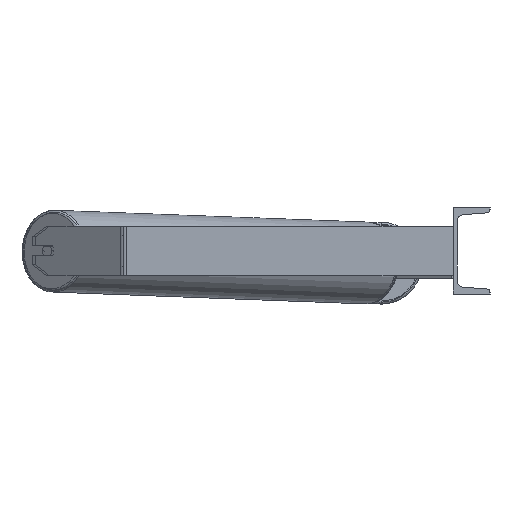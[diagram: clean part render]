
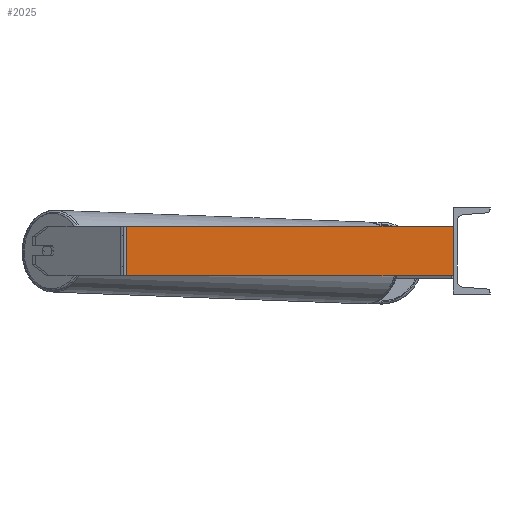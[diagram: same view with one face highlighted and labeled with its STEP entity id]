
A CAD part, left-side view. The second image highlights one B-rep face of the part: STEP entity #2025.
In plain terms, the highlighted planar face has unit normal (-1, 0, 0).
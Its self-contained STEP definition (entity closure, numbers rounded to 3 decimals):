
#151 = ORIENTED_EDGE ( 'NONE', *, *, #520, .F. ) ;
#447 = VERTEX_POINT ( 'NONE', #7198 ) ;
#520 = EDGE_CURVE ( 'NONE', #447, #6213, #7534, .T. ) ;
#608 = DIRECTION ( 'NONE',  ( 0., 0., -1. ) ) ;
#653 = CARTESIAN_POINT ( 'NONE',  ( -1185., 0., 40. ) ) ;
#801 = VECTOR ( 'NONE', #3394, 1000. ) ;
#940 = EDGE_CURVE ( 'NONE', #447, #5392, #6841, .T. ) ;
#1229 = AXIS2_PLACEMENT_3D ( 'NONE', #5248, #5340, #4707 ) ;
#1397 = VECTOR ( 'NONE', #608, 1000. ) ;
#1731 = CARTESIAN_POINT ( 'NONE',  ( -1185., 530.16, -40. ) ) ;
#1852 = FACE_OUTER_BOUND ( 'NONE', #3969, .T. ) ;
#1916 = CARTESIAN_POINT ( 'NONE',  ( -1185., 530.16, 40. ) ) ;
#2025 = ADVANCED_FACE ( 'NONE', ( #1852 ), #2582, .F. ) ;
#2582 = PLANE ( 'NONE',  #1229 ) ;
#3331 = CARTESIAN_POINT ( 'NONE',  ( -1185., 535.984, 40. ) ) ;
#3394 = DIRECTION ( 'NONE',  ( 0., 0., -1. ) ) ;
#3969 = EDGE_LOOP ( 'NONE', ( #4427, #5931, #151, #7242 ) ) ;
#4321 = EDGE_CURVE ( 'NONE', #6213, #7774, #7587, .T. ) ;
#4427 = ORIENTED_EDGE ( 'NONE', *, *, #4801, .T. ) ;
#4707 = DIRECTION ( 'NONE',  ( 0., 0., -1. ) ) ;
#4801 = EDGE_CURVE ( 'NONE', #5392, #7774, #8753, .T. ) ;
#5248 = CARTESIAN_POINT ( 'NONE',  ( -1185., 535.984, 40. ) ) ;
#5340 = DIRECTION ( 'NONE',  ( 1., 0., 0. ) ) ;
#5392 = VERTEX_POINT ( 'NONE', #1731 ) ;
#5844 = CARTESIAN_POINT ( 'NONE',  ( -1185., 535.984, -40. ) ) ;
#5931 = ORIENTED_EDGE ( 'NONE', *, *, #4321, .F. ) ;
#6213 = VERTEX_POINT ( 'NONE', #8992 ) ;
#6627 = VECTOR ( 'NONE', #8020, 1000. ) ;
#6841 = LINE ( 'NONE', #1916, #1397 ) ;
#7191 = CARTESIAN_POINT ( 'NONE',  ( -1185., 0., -40. ) ) ;
#7198 = CARTESIAN_POINT ( 'NONE',  ( -1185., 530.16, 40. ) ) ;
#7242 = ORIENTED_EDGE ( 'NONE', *, *, #940, .T. ) ;
#7534 = LINE ( 'NONE', #3331, #8875 ) ;
#7587 = LINE ( 'NONE', #653, #801 ) ;
#7774 = VERTEX_POINT ( 'NONE', #7191 ) ;
#8020 = DIRECTION ( 'NONE',  ( 0., -1., 0. ) ) ;
#8205 = DIRECTION ( 'NONE',  ( 0., -1., 0. ) ) ;
#8753 = LINE ( 'NONE', #5844, #6627 ) ;
#8875 = VECTOR ( 'NONE', #8205, 1000. ) ;
#8992 = CARTESIAN_POINT ( 'NONE',  ( -1185., 0., 40. ) ) ;
